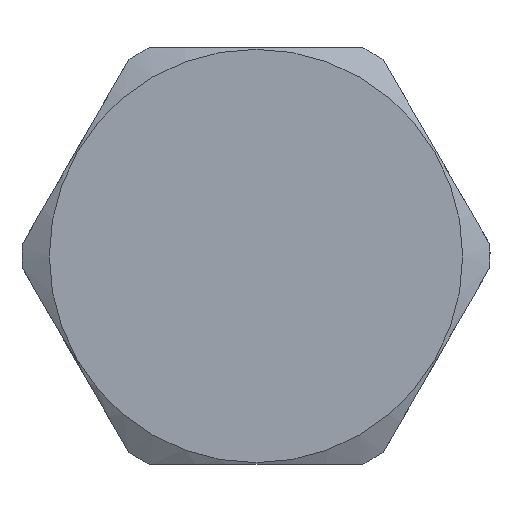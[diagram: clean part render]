
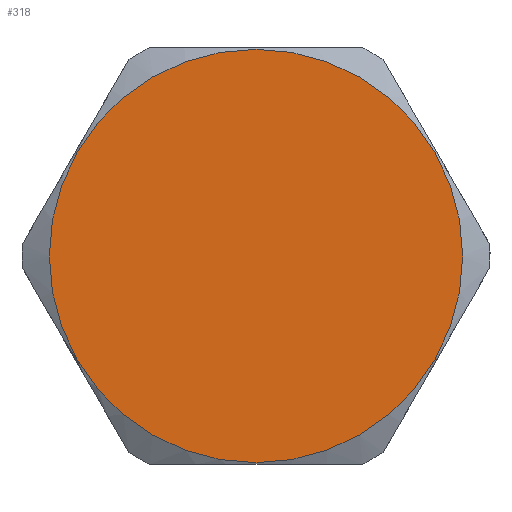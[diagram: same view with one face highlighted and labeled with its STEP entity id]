
A CAD part, left-side view. The second image highlights one B-rep face of the part: STEP entity #318.
In plain terms, the highlighted planar face has unit normal (-1, 0, 0).
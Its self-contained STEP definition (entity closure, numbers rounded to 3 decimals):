
#101 = EDGE_CURVE ( 'NONE', #4166, #1092, #3965, .T. ) ;
#179 = PLANE ( 'NONE',  #264 ) ;
#201 = CIRCLE ( 'NONE', #897, 9.45 ) ;
#264 = AXIS2_PLACEMENT_3D ( 'NONE', #5115, #5589, #5153 ) ;
#318 = ADVANCED_FACE ( 'NONE', ( #2881 ), #179, .F. ) ;
#897 = AXIS2_PLACEMENT_3D ( 'NONE', #4156, #1189, #4688 ) ;
#907 = DIRECTION ( 'NONE',  ( 1., 0., 0. ) ) ;
#1092 = VERTEX_POINT ( 'NONE', #3763 ) ;
#1189 = DIRECTION ( 'NONE',  ( 1., 0., 0. ) ) ;
#1245 = ORIENTED_EDGE ( 'NONE', *, *, #6040, .F. ) ;
#1494 = EDGE_LOOP ( 'NONE', ( #1245, #4923 ) ) ;
#2881 = FACE_OUTER_BOUND ( 'NONE', #1494, .T. ) ;
#3763 = CARTESIAN_POINT ( 'NONE',  ( 0., 0., -9.45 ) ) ;
#3965 = CIRCLE ( 'NONE', #5250, 9.45 ) ;
#4023 = CARTESIAN_POINT ( 'NONE',  ( 0., 0., 9.45 ) ) ;
#4156 = CARTESIAN_POINT ( 'NONE',  ( 0., 0., 0. ) ) ;
#4166 = VERTEX_POINT ( 'NONE', #4023 ) ;
#4439 = DIRECTION ( 'NONE',  ( 0., 0., -1. ) ) ;
#4688 = DIRECTION ( 'NONE',  ( 0., 0., -1. ) ) ;
#4923 = ORIENTED_EDGE ( 'NONE', *, *, #101, .F. ) ;
#5115 = CARTESIAN_POINT ( 'NONE',  ( 0., 0., 0. ) ) ;
#5153 = DIRECTION ( 'NONE',  ( 0., 0., -1. ) ) ;
#5250 = AXIS2_PLACEMENT_3D ( 'NONE', #5908, #907, #4439 ) ;
#5589 = DIRECTION ( 'NONE',  ( 1., 0., 0. ) ) ;
#5908 = CARTESIAN_POINT ( 'NONE',  ( 0., 0., 0. ) ) ;
#6040 = EDGE_CURVE ( 'NONE', #1092, #4166, #201, .T. ) ;
